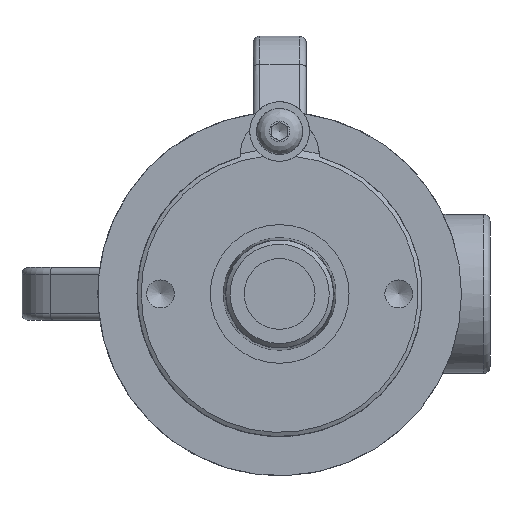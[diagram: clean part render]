
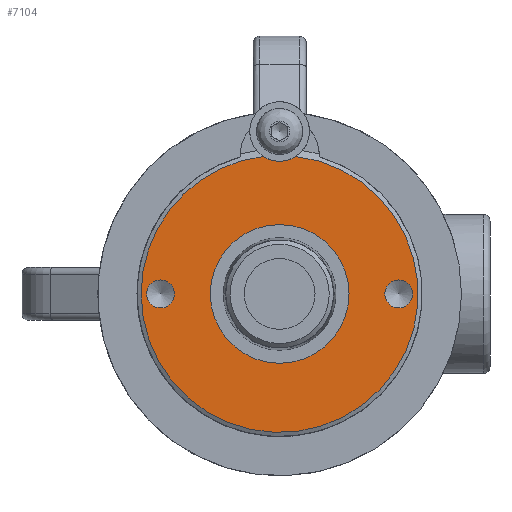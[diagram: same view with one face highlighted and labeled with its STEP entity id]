
A CAD part, left-side view. The second image highlights one B-rep face of the part: STEP entity #7104.
In plain terms, the highlighted planar face has unit normal (-1, 0, 0).
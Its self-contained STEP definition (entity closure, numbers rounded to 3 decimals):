
#698=FACE_BOUND('',#1332,.T.);
#699=FACE_BOUND('',#1333,.T.);
#700=FACE_BOUND('',#1334,.T.);
#763=PLANE('',#7622);
#908=FACE_OUTER_BOUND('',#1331,.T.);
#1331=EDGE_LOOP('',(#4943,#4944,#4945));
#1332=EDGE_LOOP('',(#4946,#4947));
#1333=EDGE_LOOP('',(#4948,#4949));
#1334=EDGE_LOOP('',(#4950,#4951));
#2555=CIRCLE('',#7534,33.25);
#2556=CIRCLE('',#7535,33.25);
#2596=CIRCLE('',#7598,7.15);
#2603=CIRCLE('',#7609,3.35);
#2604=CIRCLE('',#7610,3.35);
#2607=CIRCLE('',#7615,3.35);
#2608=CIRCLE('',#7616,3.35);
#2610=CIRCLE('',#7620,16.65);
#2611=CIRCLE('',#7621,16.65);
#2879=VERTEX_POINT('',#9612);
#2880=VERTEX_POINT('',#9614);
#2882=VERTEX_POINT('',#9625);
#2939=VERTEX_POINT('',#9836);
#2940=VERTEX_POINT('',#9838);
#2944=VERTEX_POINT('',#9849);
#2945=VERTEX_POINT('',#9851);
#2948=VERTEX_POINT('',#9861);
#2949=VERTEX_POINT('',#9862);
#3630=EDGE_CURVE('',#2879,#2880,#2555,.T.);
#3634=EDGE_CURVE('',#2882,#2879,#2556,.T.);
#3703=EDGE_CURVE('',#2882,#2880,#2596,.T.);
#3714=EDGE_CURVE('',#2940,#2939,#2603,.T.);
#3715=EDGE_CURVE('',#2939,#2940,#2604,.T.);
#3720=EDGE_CURVE('',#2945,#2944,#2607,.T.);
#3721=EDGE_CURVE('',#2944,#2945,#2608,.T.);
#3725=EDGE_CURVE('',#2948,#2949,#2610,.T.);
#3726=EDGE_CURVE('',#2949,#2948,#2611,.T.);
#4943=ORIENTED_EDGE('',*,*,#3703,.T.);
#4944=ORIENTED_EDGE('',*,*,#3630,.F.);
#4945=ORIENTED_EDGE('',*,*,#3634,.F.);
#4946=ORIENTED_EDGE('',*,*,#3714,.T.);
#4947=ORIENTED_EDGE('',*,*,#3715,.T.);
#4948=ORIENTED_EDGE('',*,*,#3720,.T.);
#4949=ORIENTED_EDGE('',*,*,#3721,.T.);
#4950=ORIENTED_EDGE('',*,*,#3725,.T.);
#4951=ORIENTED_EDGE('',*,*,#3726,.T.);
#7104=ADVANCED_FACE('',(#908,#698,#699,#700),#763,.T.);
#7534=AXIS2_PLACEMENT_3D('',#9615,#8131,#8132);
#7535=AXIS2_PLACEMENT_3D('',#9630,#8133,#8134);
#7598=AXIS2_PLACEMENT_3D('',#9817,#8280,#8281);
#7609=AXIS2_PLACEMENT_3D('',#9839,#8306,#8307);
#7610=AXIS2_PLACEMENT_3D('',#9840,#8308,#8309);
#7615=AXIS2_PLACEMENT_3D('',#9852,#8320,#8321);
#7616=AXIS2_PLACEMENT_3D('',#9853,#8322,#8323);
#7620=AXIS2_PLACEMENT_3D('',#9863,#8332,#8333);
#7621=AXIS2_PLACEMENT_3D('',#9864,#8334,#8335);
#7622=AXIS2_PLACEMENT_3D('',#9866,#8337,#8338);
#8131=DIRECTION('center_axis',(1.,0.,0.));
#8132=DIRECTION('ref_axis',(0.,0.,
1.));
#8133=DIRECTION('center_axis',(1.,0.,0.));
#8134=DIRECTION('ref_axis',(0.,0.,
1.));
#8280=DIRECTION('center_axis',(1.,0.,0.));
#8281=DIRECTION('ref_axis',(0.,0.57,0.822));
#8306=DIRECTION('center_axis',(1.,0.,0.));
#8307=DIRECTION('ref_axis',(0.,0.,-1.));
#8308=DIRECTION('center_axis',(1.,0.,0.));
#8309=DIRECTION('ref_axis',(0.,0.,-1.));
#8320=DIRECTION('center_axis',(1.,0.,0.));
#8321=DIRECTION('ref_axis',(0.,0.,-1.));
#8322=DIRECTION('center_axis',(1.,0.,0.));
#8323=DIRECTION('ref_axis',(0.,0.,-1.));
#8332=DIRECTION('center_axis',(1.,0.,0.));
#8333=DIRECTION('ref_axis',(0.,0.,
1.));
#8334=DIRECTION('center_axis',(1.,0.,0.));
#8335=DIRECTION('ref_axis',(0.,0.,
1.));
#8337=DIRECTION('center_axis',(-1.,0.,0.));
#8338=DIRECTION('ref_axis',(0.,0.,-1.));
#9612=CARTESIAN_POINT('',(-0.1,33.25,0.));
#9614=CARTESIAN_POINT('',(-0.1,3.917,33.018));
#9615=CARTESIAN_POINT('Origin',(-0.1,0.,
0.));
#9625=CARTESIAN_POINT('',(-0.1,-3.917,33.018));
#9630=CARTESIAN_POINT('Origin',(-0.1,0.,
0.));
#9817=CARTESIAN_POINT('Origin',(-0.1,0.,
39.));
#9836=CARTESIAN_POINT('',(-0.1,-28.6,3.35));
#9838=CARTESIAN_POINT('',(-0.1,-28.6,-3.35));
#9839=CARTESIAN_POINT('Origin',(-0.1,-28.6,0.));
#9840=CARTESIAN_POINT('Origin',(-0.1,-28.6,0.));
#9849=CARTESIAN_POINT('',(-0.1,28.6,3.35));
#9851=CARTESIAN_POINT('',(-0.1,28.6,-3.35));
#9852=CARTESIAN_POINT('Origin',(-0.1,28.6,0.));
#9853=CARTESIAN_POINT('Origin',(-0.1,28.6,0.));
#9861=CARTESIAN_POINT('',(-0.1,-16.65,0.));
#9862=CARTESIAN_POINT('',(-0.1,16.65,0.));
#9863=CARTESIAN_POINT('Origin',(-0.1,0.,
0.));
#9864=CARTESIAN_POINT('Origin',(-0.1,0.,
0.));
#9866=CARTESIAN_POINT('Origin',(-0.1,-33.25,0.));
